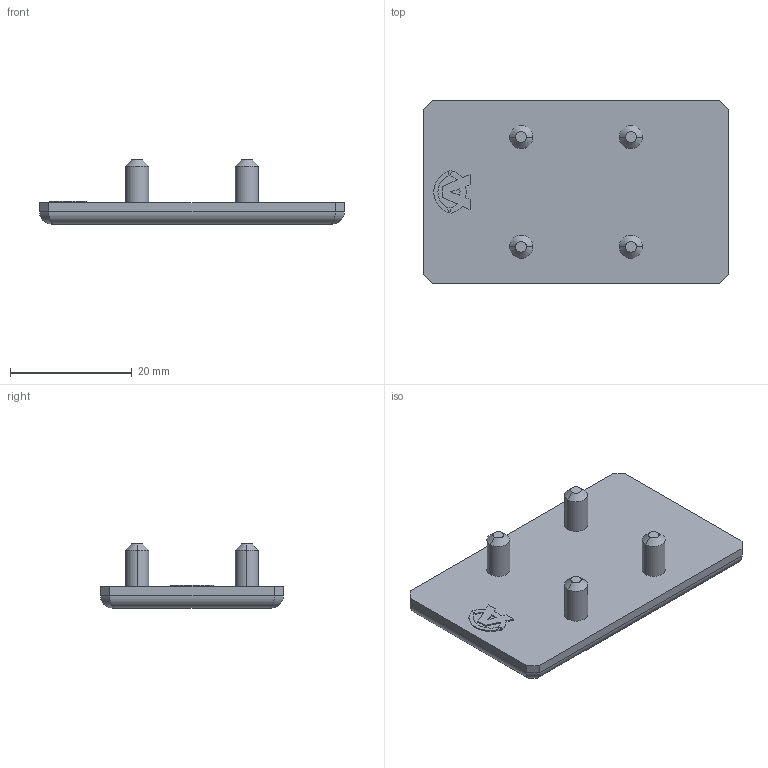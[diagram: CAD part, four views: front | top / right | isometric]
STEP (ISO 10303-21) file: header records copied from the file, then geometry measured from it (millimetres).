
FILE_DESCRIPTION (( 'STEP AP203' ), '1' );
FILE_NAME ('084.201.069.STEP', '2015-02-10T10:18:28', ( '' ), ( '' ), 'SwSTEP 2.0', 'SolidWorks 2012', '' );
FILE_SCHEMA (( 'CONFIG_CONTROL_DESIGN' ));
Length unit declared in the file: millimetre
Products named in the file (1): 084.201.069
Bounding box: 50 x 30 x 10.5 mm (x, y, z)
Volume: 5405 mm3; surface area: 3713 mm2
Topology: 1 solids, 1 shells, 79 faces, 194 edges, 124 vertices
Faces by surface type: plane 46, cylinder 25, cone 8
Entity records: 2379 total; most frequent: CARTESIAN_POINT 422, ORIENTED_EDGE 388, DIRECTION 388, EDGE_CURVE 194, LINE 144, VECTOR 144, VERTEX_POINT 124, AXIS2_PLACEMENT_3D 122
